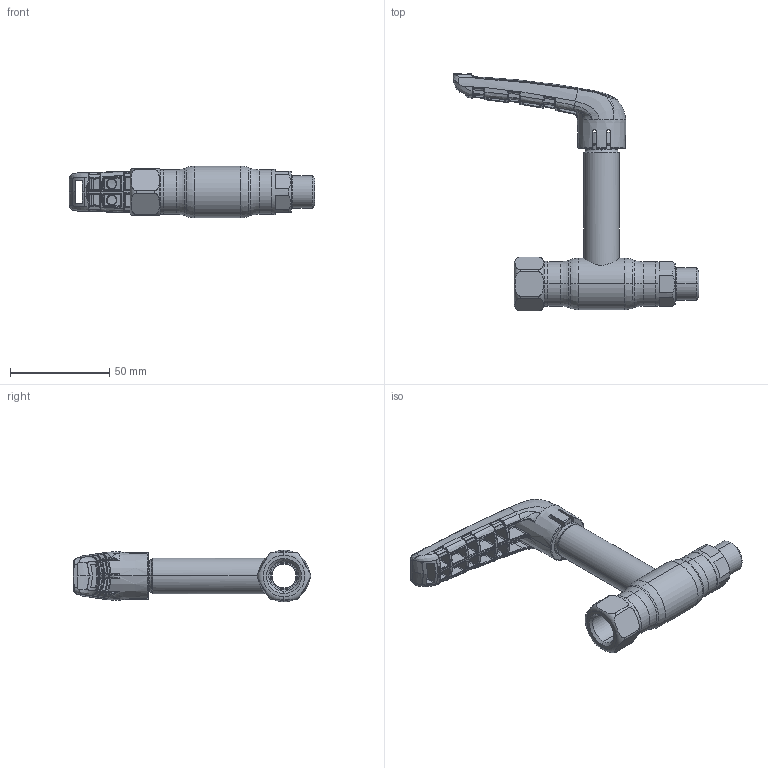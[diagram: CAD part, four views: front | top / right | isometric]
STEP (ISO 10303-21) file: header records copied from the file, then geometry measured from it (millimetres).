
FILE_DESCRIPTION (( 'STEP AP214' ), '1' );
FILE_NAME ('1010002401-xxxx.step', '2019-05-09T10:13:37', ( '' ), ( '' ), 'SwSTEP 2.0', 'SolidWorks 2017', '' );
FILE_SCHEMA (( 'AUTOMOTIVE_DESIGN' ));
Length unit declared in the file: millimetre
Products named in the file (1): 1010002401-xxxx
Bounding box: 123.78 x 119.68 x 26 mm (x, y, z)
Surface area: 22599.6 mm2 (no closed solid volume)
Topology: 0 solids, 7 shells, 789 faces, 2362 edges, 1477 vertices
Faces by surface type: bspline 627, plane 72, cylinder 40, cone 25, torus 25
Entity records: 66515 total; most frequent: CARTESIAN_POINT 42421, ORIENTED_EDGE 4017, EDGE_CURVE 2342, B_SPLINE_CURVE_WITH_KNOTS 1614, DIRECTION 1585, VERTEX_POINT 1477, EDGE_LOOP 812, UNCERTAINTY_MEASURE_WITH_UNIT 791
